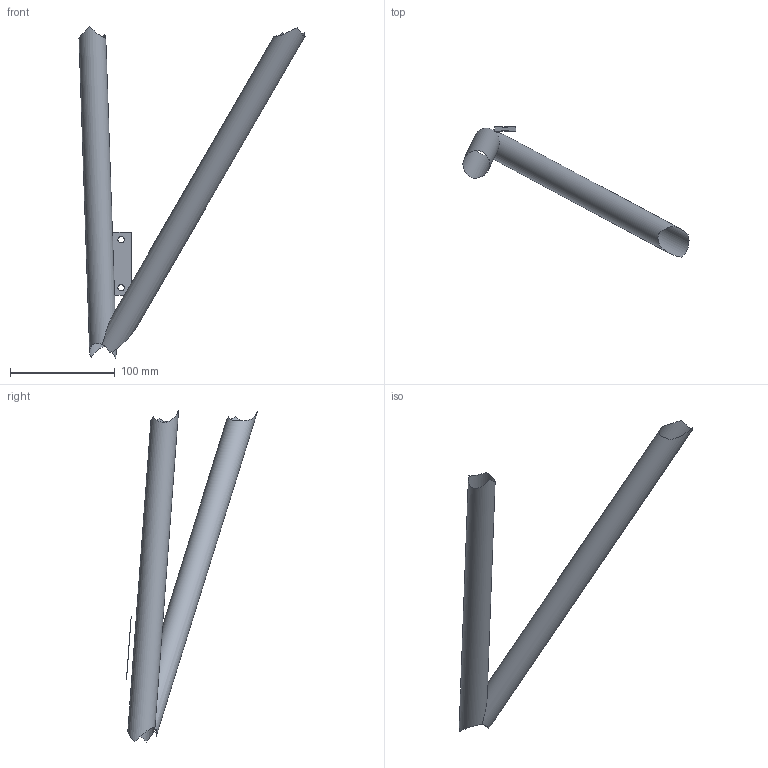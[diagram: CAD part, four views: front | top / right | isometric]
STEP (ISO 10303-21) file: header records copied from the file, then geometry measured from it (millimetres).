
FILE_DESCRIPTION (( 'STEP AP214' ), '1' );
FILE_NAME ('Rear_Anti-roll_Bar_Bracket_EE.STEP', '2022-11-01T05:39:33', ( '' ), ( '' ), 'SwSTEP 2.0', 'SolidWorks 2022', '' );
FILE_SCHEMA (( 'AUTOMOTIVE_DESIGN' ));
Length unit declared in the file: millimetre
Products named in the file (1): Rear_Anti-roll_Bar_Bracket_EE
Bounding box: 215.74 x 124.99 x 316.91 mm (x, y, z)
Surface area: 52800.9 mm2 (no closed solid volume)
Topology: 0 solids, 3 shells, 3 faces, 23 edges, 21 vertices
Faces by surface type: cylinder 2, plane 1
Full cylindrical faces by diameter (mm): 25.6 x2
Entity records: 496 total; most frequent: CARTESIAN_POINT 356, EDGE_CURVE 19, VERTEX_POINT 19, ORIENTED_EDGE 19, DIRECTION 16, EDGE_LOOP 7, AXIS2_PLACEMENT_3D 6, FACE_OUTER_BOUND 5
